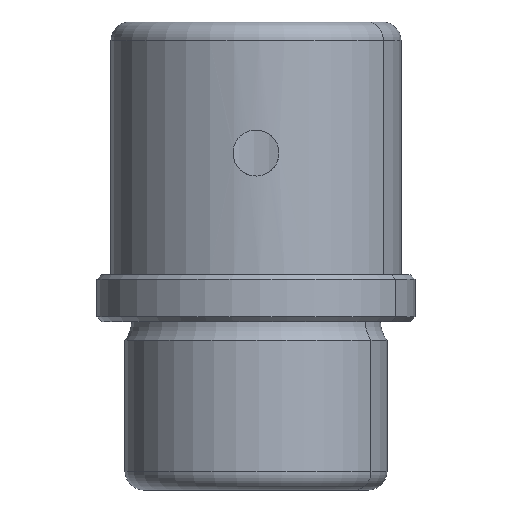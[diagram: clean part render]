
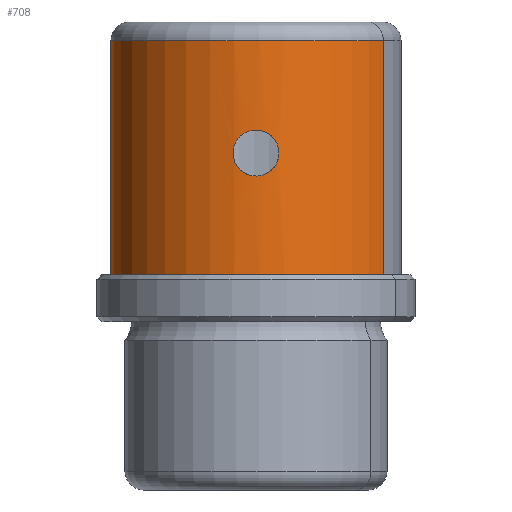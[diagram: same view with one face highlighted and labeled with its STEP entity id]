
A CAD part, front view. The second image highlights one B-rep face of the part: STEP entity #708.
In plain terms, the highlighted cylindrical face has radius 15.5 mm (diameter 31 mm), a partial arc.
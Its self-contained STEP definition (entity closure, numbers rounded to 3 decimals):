
#94=CARTESIAN_POINT('Vertex',(2.158,-15.349,16.821)) ;
#120=CARTESIAN_POINT('Vertex',(-2.158,-15.349,19.179)) ;
#124=CARTESIAN_POINT('Control Point',(2.158,-15.349,16.821)) ;
#125=CARTESIAN_POINT('Control Point',(1.86,-15.391,16.278)) ;
#126=CARTESIAN_POINT('Control Point',(1.393,-15.449,15.828)) ;
#127=CARTESIAN_POINT('Control Point',(0.792,-15.501,15.543)) ;
#128=CARTESIAN_POINT('Control Point',(-0.178,-15.517,15.431)) ;
#129=CARTESIAN_POINT('Control Point',(-1.064,-15.468,15.751)) ;
#130=CARTESIAN_POINT('Control Point',(-1.339,-15.445,15.903)) ;
#131=CARTESIAN_POINT('Control Point',(-2.075,-15.37,16.478)) ;
#132=CARTESIAN_POINT('Control Point',(-2.495,-15.3,17.35)) ;
#133=CARTESIAN_POINT('Control Point',(-2.579,-15.283,18.007)) ;
#134=CARTESIAN_POINT('Control Point',(-2.452,-15.308,18.639)) ;
#135=CARTESIAN_POINT('Control Point',(-2.158,-15.349,19.179)) ;
#162=CARTESIAN_POINT('Control Point',(-2.158,-15.349,19.179)) ;
#163=CARTESIAN_POINT('Control Point',(-1.86,-15.391,19.722)) ;
#164=CARTESIAN_POINT('Control Point',(-1.393,-15.449,20.172)) ;
#165=CARTESIAN_POINT('Control Point',(-0.792,-15.501,20.457)) ;
#166=CARTESIAN_POINT('Control Point',(0.178,-15.517,20.569)) ;
#167=CARTESIAN_POINT('Control Point',(1.064,-15.468,20.249)) ;
#168=CARTESIAN_POINT('Control Point',(1.339,-15.445,20.097)) ;
#169=CARTESIAN_POINT('Control Point',(2.075,-15.37,19.522)) ;
#170=CARTESIAN_POINT('Control Point',(2.495,-15.3,18.65)) ;
#171=CARTESIAN_POINT('Control Point',(2.579,-15.283,17.993)) ;
#172=CARTESIAN_POINT('Control Point',(2.452,-15.308,17.361)) ;
#173=CARTESIAN_POINT('Control Point',(2.158,-15.349,16.821)) ;
#191=CARTESIAN_POINT('Vertex',(13.603,-7.431,30.)) ;
#207=CARTESIAN_POINT('Vertex',(-13.603,7.431,30.)) ;
#210=CARTESIAN_POINT('Axis2P3D Location',(0.,0.,30.)) ;
#646=CARTESIAN_POINT('Axis2P3D Location',(0.,0.,5.)) ;
#650=CARTESIAN_POINT('Vertex',(13.603,-7.431,5.)) ;
#652=CARTESIAN_POINT('Vertex',(-13.603,7.431,5.)) ;
#665=CARTESIAN_POINT('Axis2P3D Location',(0.,0.,7.)) ;
#670=CARTESIAN_POINT('Line Origine',(13.603,-7.431,18.5)) ;
#675=CARTESIAN_POINT('Line Origine',(-13.603,7.431,18.5)) ;
#211=DIRECTION('Axis2P3D Direction',(0.,0.,-1.)) ;
#647=DIRECTION('Axis2P3D Direction',(0.,0.,-1.)) ;
#666=DIRECTION('Axis2P3D Direction',(0.,0.,-1.)) ;
#667=DIRECTION('Axis2P3D XDirection',(-0.878,0.479,-0.)) ;
#671=DIRECTION('Vector Direction',(0.,0.,-1.)) ;
#676=DIRECTION('Vector Direction',(0.,0.,-1.)) ;
#212=AXIS2_PLACEMENT_3D('Circle Axis2P3D',#210,#211,$) ;
#648=AXIS2_PLACEMENT_3D('Circle Axis2P3D',#646,#647,$) ;
#668=AXIS2_PLACEMENT_3D('Cylinder Axis2P3D',#665,#666,#667) ;
#699=ORIENTED_EDGE('',*,*,#679,.F.) ;
#700=ORIENTED_EDGE('',*,*,#654,.F.) ;
#701=ORIENTED_EDGE('',*,*,#674,.T.) ;
#702=ORIENTED_EDGE('',*,*,#214,.T.) ;
#705=ORIENTED_EDGE('',*,*,#136,.T.) ;
#706=ORIENTED_EDGE('',*,*,#174,.T.) ;
#707=FACE_BOUND('',#704,.T.) ;
#672=VECTOR('Line Direction',#671,1.) ;
#677=VECTOR('Line Direction',#676,1.) ;
#708=ADVANCED_FACE('PartBody',(#703,#707),#669,.T.) ;
#123=B_SPLINE_CURVE_WITH_KNOTS('',5,(#124,#125,#126,#127,#128,#129,#130,#131,#132,#133,#134,#135),.UNSPECIFIED.,.F.,.U.,(6,3,3,6),(0.,4.391,6.583,10.94),.UNSPECIFIED.) ;
#161=B_SPLINE_CURVE_WITH_KNOTS('',5,(#162,#163,#164,#165,#166,#167,#168,#169,#170,#171,#172,#173),.UNSPECIFIED.,.F.,.U.,(6,3,3,6),(0.,4.391,6.583,10.94),.UNSPECIFIED.) ;
#213=CIRCLE('generated circle',#212,15.5) ;
#649=CIRCLE('generated circle',#648,15.5) ;
#669=CYLINDRICAL_SURFACE('generated cylinder',#668,15.5) ;
#136=EDGE_CURVE('',#95,#121,#123,.T.) ;
#174=EDGE_CURVE('',#121,#95,#161,.T.) ;
#214=EDGE_CURVE('',#192,#208,#213,.T.) ;
#654=EDGE_CURVE('',#651,#653,#649,.T.) ;
#674=EDGE_CURVE('',#651,#192,#673,.F.) ;
#679=EDGE_CURVE('',#653,#208,#678,.F.) ;
#698=EDGE_LOOP('',(#699,#700,#701,#702)) ;
#704=EDGE_LOOP('',(#705,#706)) ;
#703=FACE_OUTER_BOUND('',#698,.T.) ;
#673=LINE('Line',#670,#672) ;
#678=LINE('Line',#675,#677) ;
#95=VERTEX_POINT('',#94) ;
#121=VERTEX_POINT('',#120) ;
#192=VERTEX_POINT('',#191) ;
#208=VERTEX_POINT('',#207) ;
#651=VERTEX_POINT('',#650) ;
#653=VERTEX_POINT('',#652) ;
